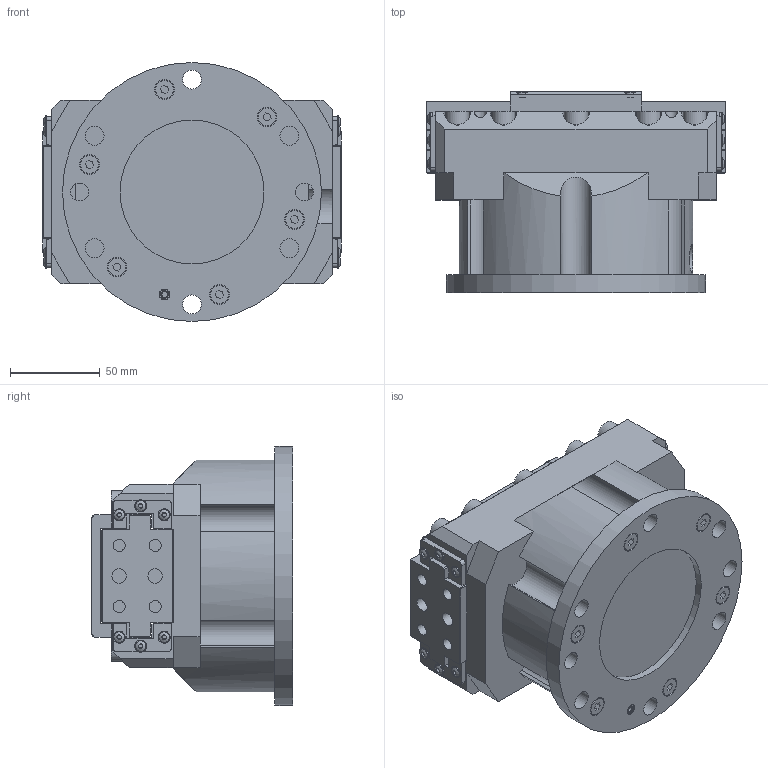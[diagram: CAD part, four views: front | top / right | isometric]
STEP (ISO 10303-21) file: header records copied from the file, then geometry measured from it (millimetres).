
FILE_DESCRIPTION( ( 'STEP AP214' ), '1' );
FILE_NAME( 'IRP-19_20-ISO-125 [HUB 0] .stp', '2019-03-15T08:39:48', ( '' ), ( '' ), ' ', 'PARTsolutions', ' ' );
FILE_SCHEMA( ( 'AUTOMOTIVE_DESIGN { 1 0 10303 214 1 1 1 1 }' ) );
Length unit declared in the file: millimetre
Products named in the file (4): IRP-19/20-ISO-125 [HUB 0] ; _IRP-19-20-ISO-125 [HUB 0] -1; _IRP-19-20-ISO-125  -2; _IRP-19-20-ISO-125  -3
Assembly tree (3 placements, depth 2):
  IRP-19/20-ISO-125 [HUB 0] 
    _IRP-19-20-ISO-125 [HUB 0] -1
    _IRP-19-20-ISO-125  -2
    _IRP-19-20-ISO-125  -3
Bounding box: 166 x 112 x 144 mm (x, y, z)
Volume: 1493546.8 mm3; surface area: 176913.1 mm2
Topology: 3 solids, 3 shells, 664 faces, 1611 edges, 1059 vertices
Faces by surface type: plane 500, cylinder 135, cone 17, bspline 12
Full cylindrical faces by diameter (mm): 3.242 x5, 4 x3, 4.3 x5, 5 x1, 6 x7, 6.647 x16, 6.67 x12, 7 x8, 7.9 x4, 8 x4, 8.566 x2, 10 x8, 10.5 x6, 11 x6, 13 x10, 15 x10, 16 x1, 80 x1, 144 x1
Entity records: 24094 total; most frequent: CARTESIAN_POINT 3590, DIRECTION 3084, ORIENTED_EDGE 2872, EDGE_CURVE 1436, LINE 1094, VECTOR 1094, VERTEX_POINT 1027, AXIS2_PLACEMENT_3D 995
